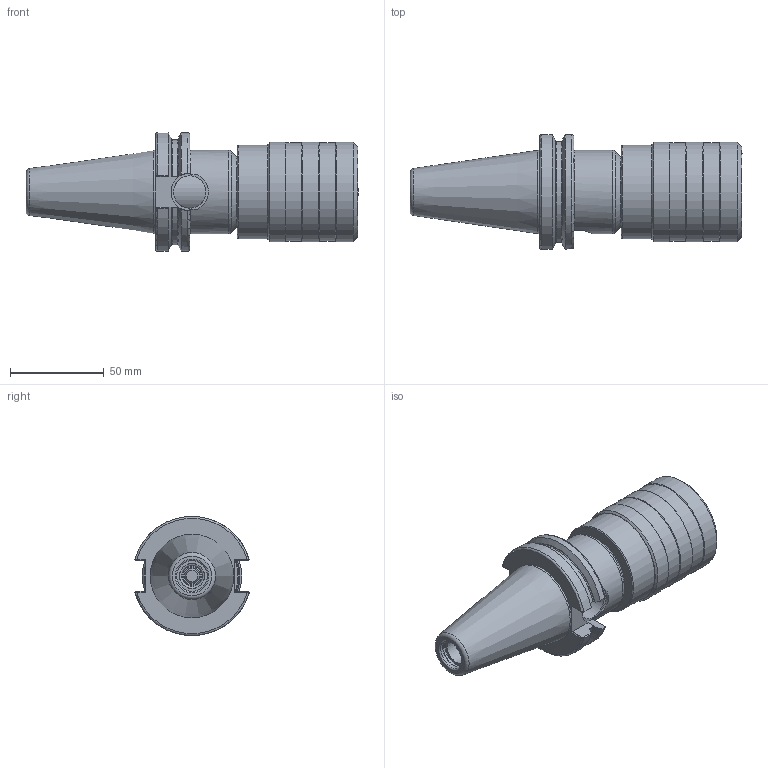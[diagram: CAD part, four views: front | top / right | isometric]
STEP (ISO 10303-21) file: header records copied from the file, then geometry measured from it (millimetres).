
FILE_DESCRIPTION(/* description */ (''),/* implementation_level */ '2;1');
FILE_NAME(/* name */ 'DCAT40-TC2-0411.stp',/* time_stamp */ '2019-08-02T15:22:50-05:00',/* author */ ('ldfli'),/* organization */ ('Pioneer N.A.'),/* preprocessor_version */ 'ST-DEVELOPER v18',/* originating_system */ 'Autodesk Inventor LT',/* authorisation */ '');
FILE_SCHEMA (('AUTOMOTIVE_DESIGN { 1 0 10303 214 3 1 1 }'));
Length unit declared in the file: millimetre
Products named in the file (1): DCAT40-TC2-0411
Bounding box: 177.06 x 61.14 x 63.42 mm (x, y, z)
Volume: 219926.8 mm3; surface area: 64204.6 mm2
Topology: 2 solids, 7 shells, 198 faces, 575 edges, 403 vertices
Faces by surface type: plane 67, cylinder 54, cone 42, torus 23, bspline 12
Full cylindrical faces by diameter (mm): 4 x1, 5 x2, 5.5 x1, 6 x1, 8 x1, 8.5 x1, 9.3 x1, 9.5 x2, 9.6 x1, 10 x2, 11 x1, 12.7 x1, 13 x1, 13.2 x1, 13.386 x1, 16.3 x1, 16.8 x1, 17.323 x1, 18 x1, 24.4 x1, 25.4 x2, 26.4 x1, 31 x1, 31.4 x1, 37.6 x1, 38 x1, 41 x2, 41.6 x1, 42 x1, 44.45 x2
Entity records: 7440 total; most frequent: CARTESIAN_POINT 1992, DIRECTION 1188, ORIENTED_EDGE 1146, EDGE_CURVE 573, AXIS2_PLACEMENT_3D 504, VERTEX_POINT 403, CIRCLE 314, EDGE_LOOP 228
